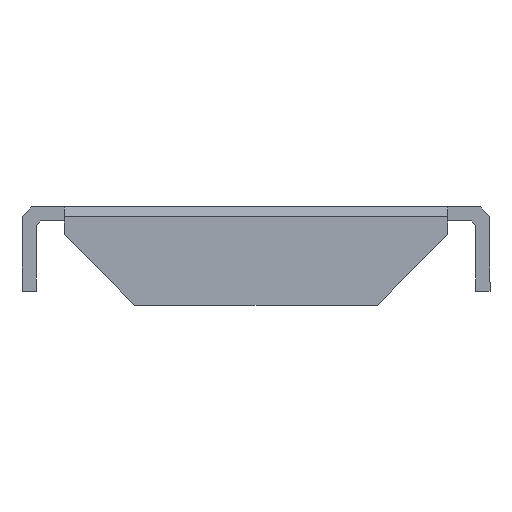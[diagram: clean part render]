
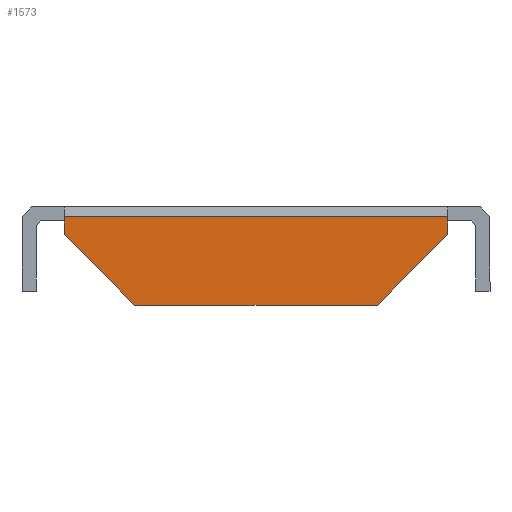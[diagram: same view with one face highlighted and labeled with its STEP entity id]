
A CAD part, front view. The second image highlights one B-rep face of the part: STEP entity #1573.
In plain terms, the highlighted planar face has unit normal (0, -1, 0).
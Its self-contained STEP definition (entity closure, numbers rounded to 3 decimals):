
#60 = DIRECTION ( 'NONE',  ( 0., 1., 0. ) ) ;
#87 = CARTESIAN_POINT ( 'NONE',  ( -41., -61., -2.121 ) ) ;
#110 = VERTEX_POINT ( 'NONE', #1415 ) ;
#112 = VERTEX_POINT ( 'NONE', #322 ) ;
#123 = LINE ( 'NONE', #432, #1313 ) ;
#128 = LINE ( 'NONE', #2313, #2264 ) ;
#159 = DIRECTION ( 'NONE',  ( 0.707, 0., -0.707 ) ) ;
#181 = VERTEX_POINT ( 'NONE', #1648 ) ;
#183 = VECTOR ( 'NONE', #159, 1000. ) ;
#198 = DIRECTION ( 'NONE',  ( 0.707, 0., 0.707 ) ) ;
#207 = ORIENTED_EDGE ( 'NONE', *, *, #1870, .T. ) ;
#322 = CARTESIAN_POINT ( 'NONE',  ( -41., -61., -5.9 ) ) ;
#325 = EDGE_CURVE ( 'NONE', #2286, #110, #1375, .T. ) ;
#422 = EDGE_CURVE ( 'NONE', #110, #181, #128, .T. ) ;
#430 = VECTOR ( 'NONE', #198, 1000. ) ;
#432 = CARTESIAN_POINT ( 'NONE',  ( -46.657, -61., -2.121 ) ) ;
#548 = DIRECTION ( 'NONE',  ( 1., 0., 0. ) ) ;
#567 = EDGE_CURVE ( 'NONE', #2202, #112, #1837, .T. ) ;
#628 = DIRECTION ( 'NONE',  ( 0., 0., 1. ) ) ;
#643 = PLANE ( 'NONE',  #1514 ) ;
#673 = LINE ( 'NONE', #1646, #183 ) ;
#703 = CARTESIAN_POINT ( 'NONE',  ( -41., -61., 0. ) ) ;
#837 = ORIENTED_EDGE ( 'NONE', *, *, #567, .T. ) ;
#923 = ORIENTED_EDGE ( 'NONE', *, *, #422, .T. ) ;
#1125 = ORIENTED_EDGE ( 'NONE', *, *, #325, .T. ) ;
#1160 = EDGE_LOOP ( 'NONE', ( #923, #1252, #837, #2348, #207, #1125 ) ) ;
#1192 = DIRECTION ( 'NONE',  ( 0., 0., 1. ) ) ;
#1232 = VECTOR ( 'NONE', #2333, 1000. ) ;
#1252 = ORIENTED_EDGE ( 'NONE', *, *, #2105, .F. ) ;
#1313 = VECTOR ( 'NONE', #2066, 1000. ) ;
#1351 = CARTESIAN_POINT ( 'NONE',  ( 0., -61., 0. ) ) ;
#1375 = LINE ( 'NONE', #2222, #430 ) ;
#1415 = CARTESIAN_POINT ( 'NONE',  ( 41., -61., -5.9 ) ) ;
#1420 = CARTESIAN_POINT ( 'NONE',  ( 25.9, -61., -21. ) ) ;
#1435 = LINE ( 'NONE', #1627, #1525 ) ;
#1442 = CARTESIAN_POINT ( 'NONE',  ( -25.9, -61., -21. ) ) ;
#1514 = AXIS2_PLACEMENT_3D ( 'NONE', #1351, #60, #628 ) ;
#1525 = VECTOR ( 'NONE', #548, 1000. ) ;
#1573 = ADVANCED_FACE ( 'NONE', ( #1804 ), #643, .F. ) ;
#1627 = CARTESIAN_POINT ( 'NONE',  ( 0., -61., -21. ) ) ;
#1646 = CARTESIAN_POINT ( 'NONE',  ( -23.45, -61., -23.45 ) ) ;
#1648 = CARTESIAN_POINT ( 'NONE',  ( 41., -61., -2.121 ) ) ;
#1804 = FACE_OUTER_BOUND ( 'NONE', #1160, .T. ) ;
#1837 = LINE ( 'NONE', #703, #1232 ) ;
#1870 = EDGE_CURVE ( 'NONE', #2253, #2286, #1435, .T. ) ;
#2066 = DIRECTION ( 'NONE',  ( 1., 0., 0. ) ) ;
#2105 = EDGE_CURVE ( 'NONE', #2202, #181, #123, .T. ) ;
#2202 = VERTEX_POINT ( 'NONE', #87 ) ;
#2222 = CARTESIAN_POINT ( 'NONE',  ( 23.45, -61., -23.45 ) ) ;
#2253 = VERTEX_POINT ( 'NONE', #1442 ) ;
#2264 = VECTOR ( 'NONE', #1192, 1000. ) ;
#2286 = VERTEX_POINT ( 'NONE', #1420 ) ;
#2313 = CARTESIAN_POINT ( 'NONE',  ( 41., -61., 0. ) ) ;
#2333 = DIRECTION ( 'NONE',  ( 0., 0., -1. ) ) ;
#2348 = ORIENTED_EDGE ( 'NONE', *, *, #2384, .T. ) ;
#2384 = EDGE_CURVE ( 'NONE', #112, #2253, #673, .T. ) ;
